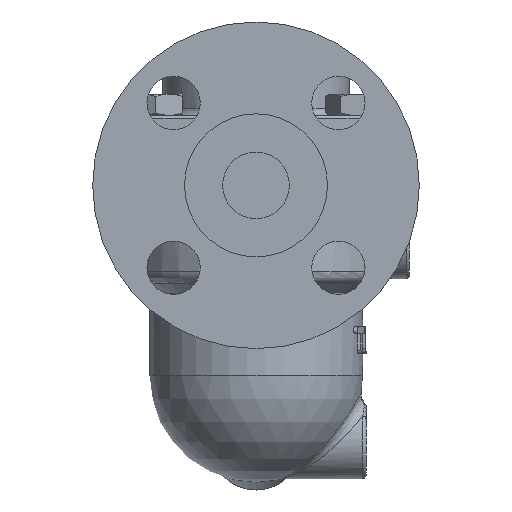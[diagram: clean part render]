
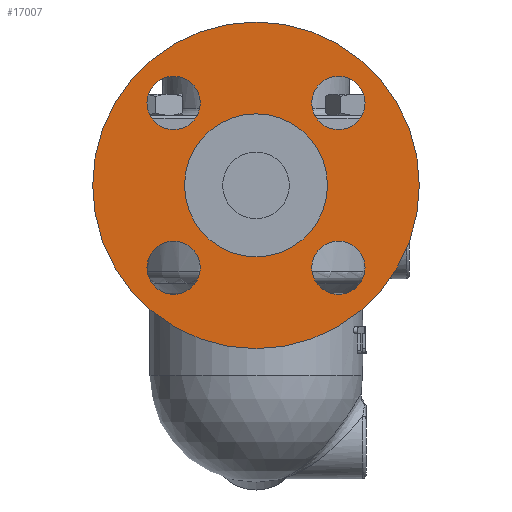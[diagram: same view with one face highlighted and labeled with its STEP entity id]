
A CAD part, left-side view. The second image highlights one B-rep face of the part: STEP entity #17007.
In plain terms, the highlighted free-form (B-spline) face has degree [1, 1] with [2, 2] control points.
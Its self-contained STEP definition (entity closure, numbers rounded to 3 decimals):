
#16936=CARTESIAN_POINT('',(-93.4,49.0,-45.0));
#16937=CARTESIAN_POINT('',(-93.4,49.0,53.0));
#16938=CARTESIAN_POINT('',(-93.4,-49.0,-45.0));
#16939=CARTESIAN_POINT('',(-93.4,-49.0,53.0));
#16940=B_SPLINE_SURFACE_WITH_KNOTS('',1,1,((#16936,#16938),(#16937,#16939)),.UNSPECIFIED.,.F.,.F.,.U.,(2,2),(2,2),(0.0,98.0),(0.0,98.0),.UNSPECIFIED.);
#16941=CARTESIAN_POINT('',(-93.4,0.,-45.0));
#16942=VERTEX_POINT('',#16941);
#16943=CARTESIAN_POINT('',(-93.4,0.0,4.));
#16944=DIRECTION('',(1.0,0.0,0.0));
#16945=DIRECTION('',(0.0,0.0,1.0));
#16946=AXIS2_PLACEMENT_3D('',#16943,#16944,#16945);
#16947=CIRCLE('',#16946,49.0);
#16948=EDGE_CURVE('',#16942,#16942,#16947,.T.);
#16949=ORIENTED_EDGE('',*,*,#16948,.F.);
#16950=EDGE_LOOP('',(#16949));
#16951=FACE_OUTER_BOUND('',#16950,.T.);
#16952=CARTESIAN_POINT('',(-93.4,24.713,36.713));
#16953=VERTEX_POINT('',#16952);
#16954=CARTESIAN_POINT('',(-93.4,24.713,28.713));
#16955=DIRECTION('',(1.0,0.0,0.0));
#16956=DIRECTION('',(0.0,0.0,-1.0));
#16957=AXIS2_PLACEMENT_3D('',#16954,#16955,#16956);
#16958=CIRCLE('',#16957,8.0);
#16959=EDGE_CURVE('',#16953,#16953,#16958,.T.);
#16960=ORIENTED_EDGE('',*,*,#16959,.T.);
#16961=EDGE_LOOP('',(#16960));
#16962=FACE_BOUND('',#16961,.T.);
#16963=CARTESIAN_POINT('',(-93.4,32.713,-20.713));
#16964=VERTEX_POINT('',#16963);
#16965=CARTESIAN_POINT('',(-93.4,24.713,-20.713));
#16966=DIRECTION('',(1.0,0.0,0.0));
#16967=DIRECTION('',(0.0,-1.0,0.0));
#16968=AXIS2_PLACEMENT_3D('',#16965,#16966,#16967);
#16969=CIRCLE('',#16968,8.0);
#16970=EDGE_CURVE('',#16964,#16964,#16969,.T.);
#16971=ORIENTED_EDGE('',*,*,#16970,.T.);
#16972=EDGE_LOOP('',(#16971));
#16973=FACE_BOUND('',#16972,.T.);
#16974=CARTESIAN_POINT('',(-93.4,-24.713,-28.713));
#16975=VERTEX_POINT('',#16974);
#16976=CARTESIAN_POINT('',(-93.4,-24.713,-20.713));
#16977=DIRECTION('',(1.0,0.0,0.0));
#16978=DIRECTION('',(0.0,0.0,1.0));
#16979=AXIS2_PLACEMENT_3D('',#16976,#16977,#16978);
#16980=CIRCLE('',#16979,8.0);
#16981=EDGE_CURVE('',#16975,#16975,#16980,.T.);
#16982=ORIENTED_EDGE('',*,*,#16981,.T.);
#16983=EDGE_LOOP('',(#16982));
#16984=FACE_BOUND('',#16983,.T.);
#16985=CARTESIAN_POINT('',(-93.4,-32.713,28.713));
#16986=VERTEX_POINT('',#16985);
#16987=CARTESIAN_POINT('',(-93.4,-24.713,28.713));
#16988=DIRECTION('',(1.0,0.0,0.0));
#16989=DIRECTION('',(0.0,1.0,0.0));
#16990=AXIS2_PLACEMENT_3D('',#16987,#16988,#16989);
#16991=CIRCLE('',#16990,8.0);
#16992=EDGE_CURVE('',#16986,#16986,#16991,.T.);
#16993=ORIENTED_EDGE('',*,*,#16992,.T.);
#16994=EDGE_LOOP('',(#16993));
#16995=FACE_BOUND('',#16994,.T.);
#16996=CARTESIAN_POINT('',(-93.4,0.,-17.45));
#16997=VERTEX_POINT('',#16996);
#16998=CARTESIAN_POINT('',(-93.4,0.0,4.));
#16999=DIRECTION('',(1.0,0.0,0.0));
#17000=DIRECTION('',(0.0,0.0,1.0));
#17001=AXIS2_PLACEMENT_3D('',#16998,#16999,#17000);
#17002=CIRCLE('',#17001,21.45);
#17003=EDGE_CURVE('',#16997,#16997,#17002,.T.);
#17004=ORIENTED_EDGE('',*,*,#17003,.T.);
#17005=EDGE_LOOP('',(#17004));
#17006=FACE_BOUND('',#17005,.T.);
#17007=ADVANCED_FACE('',(#16951,#16962,#16973,#16984,#16995,#17006),#16940,.F.);
